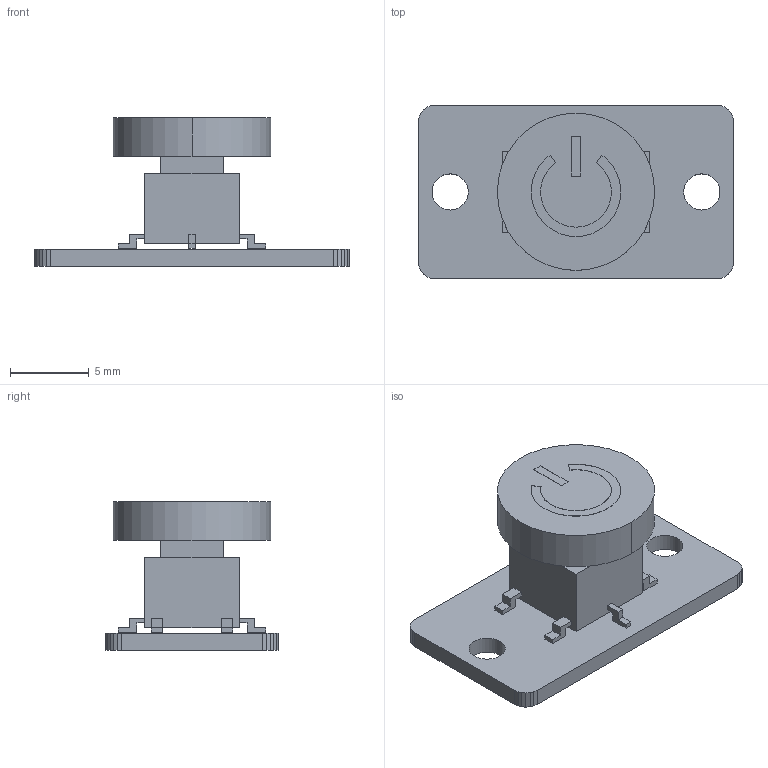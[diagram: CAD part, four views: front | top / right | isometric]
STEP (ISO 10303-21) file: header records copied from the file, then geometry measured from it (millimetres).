
FILE_DESCRIPTION(('Open CASCADE Model'),'2;1');
FILE_NAME('Open CASCADE Shape Model','2016-10-28T11:36:27',('Author'),( 'Open CASCADE'),'Open CASCADE STEP processor 6.2','Open CASCADE 6.2' ,'Unknown');
FILE_SCHEMA(('AUTOMOTIVE_DESIGN { 1 0 10303 214 1 1 1 1 }'));
Length unit declared in the file: millimetre
Products named in the file (4): PCB; Board; S1; 萇埭羲壽偌瑩
Assembly tree (3 placements, depth 3):
  PCB
    Board
    S1
      萇埭羲壽偌瑩
Bounding box: 20.02 x 11.02 x 9.43 mm (x, y, z)
Volume: 602.9 mm3; surface area: 928.7 mm2
Topology: 2 solids, 2 shells, 118 faces, 312 edges, 208 vertices
Faces by surface type: plane 110, cylinder 8
Full cylindrical faces by diameter (mm): 2.3 x2
Entity records: 7797 total; most frequent: CARTESIAN_POINT 1314, DIRECTION 1168, LINE 880, VECTOR 880, ORIENTED_EDGE 624, PCURVE 624, DEFINITIONAL_REPRESENTATION 624, EDGE_CURVE 312
